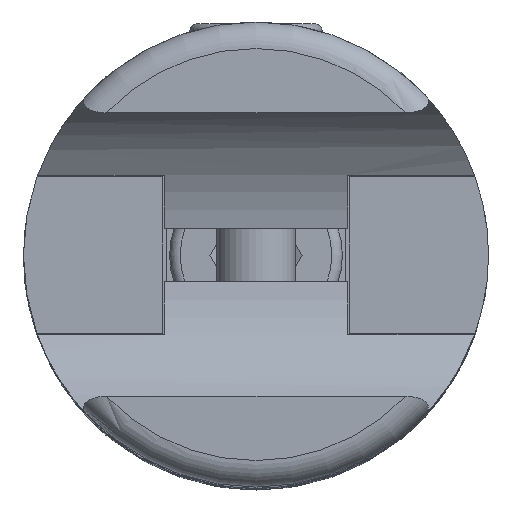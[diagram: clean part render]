
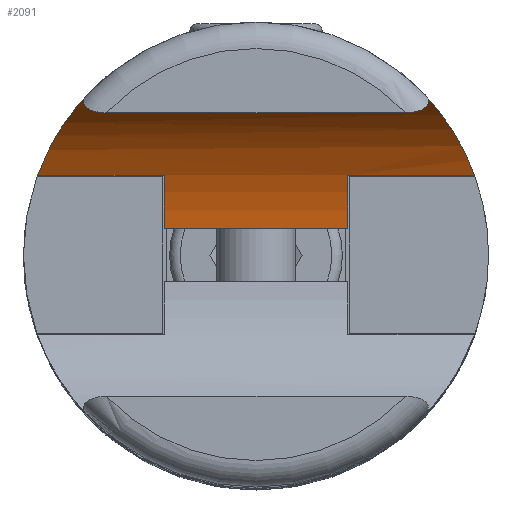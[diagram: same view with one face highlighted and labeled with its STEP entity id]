
A CAD part, top view. The second image highlights one B-rep face of the part: STEP entity #2091.
In plain terms, the highlighted cylindrical face has radius 13.4 mm (diameter 26.8 mm), a partial arc.
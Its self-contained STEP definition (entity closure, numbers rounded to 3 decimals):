
#67=B_SPLINE_CURVE_WITH_KNOTS('',3,(#3813,#3814,#3815,#3816,#3817,#3818,
#3819,#3820,#3821,#3822,#3823,#3824,#3825,#3826),.UNSPECIFIED.,.F.,.F.,
(4,2,2,2,2,2,4),(1.991,2.081,2.154,2.216,
2.279,2.357,2.384),.UNSPECIFIED.);
#68=B_SPLINE_CURVE_WITH_KNOTS('',3,(#3830,#3831,#3832,#3833,#3834,#3835,
#3836,#3837,#3838,#3839,#3840,#3841,#3842,#3843),.UNSPECIFIED.,.F.,.F.,
(4,2,2,2,2,2,4),(1.369,1.402,1.476,1.533,
1.587,1.647,1.722),.UNSPECIFIED.);
#69=B_SPLINE_CURVE_WITH_KNOTS('',3,(#3849,#3850,#3851,#3852,#3853,#3854,
#3855,#3856,#3857,#3858,#3859,#3860,#3861,#3862,#3863,#3864,#3865),
 .UNSPECIFIED.,.F.,.F.,(4,2,2,2,3,2,2,4),(-1.532,-1.085,
-0.543,-0.271,0.,0.271,0.543,
0.641),.UNSPECIFIED.);
#70=B_SPLINE_CURVE_WITH_KNOTS('',3,(#3876,#3877,#3878,#3879,#3880,#3881,
#3882,#3883,#3884,#3885,#3886,#3887,#3888,#3889,#3890,#3891,#3892),
 .UNSPECIFIED.,.F.,.F.,(4,2,2,3,2,2,2,4),(-0.641,-0.543,
-0.271,0.,0.271,0.543,1.085,
1.532),.UNSPECIFIED.);
#358=LINE('',#3846,#506);
#359=LINE('',#3867,#507);
#360=LINE('',#3871,#508);
#361=LINE('',#3875,#509);
#506=VECTOR('',#2994,10.);
#507=VECTOR('',#2997,10.);
#508=VECTOR('',#3000,10.);
#509=VECTOR('',#3003,10.);
#556=CYLINDRICAL_SURFACE('',#2464,13.4);
#657=FACE_OUTER_BOUND('',#790,.T.);
#790=EDGE_LOOP('',(#1852,#1853,#1854,#1855,#1856,#1857,#1858,#1859,#1860,
#1861));
#892=CIRCLE('',#2465,13.4);
#893=CIRCLE('',#2466,13.4);
#1065=VERTEX_POINT('',#3811);
#1066=VERTEX_POINT('',#3812);
#1067=VERTEX_POINT('',#3827);
#1068=VERTEX_POINT('',#3829);
#1069=VERTEX_POINT('',#3848);
#1070=VERTEX_POINT('',#3866);
#1071=VERTEX_POINT('',#3868);
#1072=VERTEX_POINT('',#3870);
#1073=VERTEX_POINT('',#3872);
#1074=VERTEX_POINT('',#3874);
#1338=EDGE_CURVE('',#1065,#1066,#67,.T.);
#1340=EDGE_CURVE('',#1067,#1068,#68,.T.);
#1342=EDGE_CURVE('',#1066,#1067,#358,.T.);
#1343=EDGE_CURVE('',#1069,#1065,#69,.T.);
#1344=EDGE_CURVE('',#1070,#1069,#359,.T.);
#1345=EDGE_CURVE('',#1071,#1070,#892,.T.);
#1346=EDGE_CURVE('',#1072,#1071,#360,.T.);
#1347=EDGE_CURVE('',#1073,#1072,#893,.T.);
#1348=EDGE_CURVE('',#1074,#1073,#361,.T.);
#1349=EDGE_CURVE('',#1068,#1074,#70,.T.);
#1852=ORIENTED_EDGE('',*,*,#1340,.F.);
#1853=ORIENTED_EDGE('',*,*,#1342,.F.);
#1854=ORIENTED_EDGE('',*,*,#1338,.F.);
#1855=ORIENTED_EDGE('',*,*,#1343,.F.);
#1856=ORIENTED_EDGE('',*,*,#1344,.F.);
#1857=ORIENTED_EDGE('',*,*,#1345,.F.);
#1858=ORIENTED_EDGE('',*,*,#1346,.F.);
#1859=ORIENTED_EDGE('',*,*,#1347,.F.);
#1860=ORIENTED_EDGE('',*,*,#1348,.F.);
#1861=ORIENTED_EDGE('',*,*,#1349,.F.);
#2091=ADVANCED_FACE('',(#657),#556,.F.);
#2464=AXIS2_PLACEMENT_3D('',#3847,#2995,#2996);
#2465=AXIS2_PLACEMENT_3D('',#3869,#2998,#2999);
#2466=AXIS2_PLACEMENT_3D('',#3873,#3001,#3002);
#2994=DIRECTION('',(0.,1.,0.));
#2995=DIRECTION('center_axis',(0.,1.,0.));
#2996=DIRECTION('ref_axis',(-0.926,0.,-0.376));
#2997=DIRECTION('',(0.,-1.,0.));
#2998=DIRECTION('center_axis',(0.,1.,0.));
#2999=DIRECTION('ref_axis',(1.,0.,0.));
#3000=DIRECTION('',(0.,-1.,0.));
#3001=DIRECTION('center_axis',(0.,-1.,0.));
#3002=DIRECTION('ref_axis',(1.,0.,0.));
#3003=DIRECTION('',(0.,-1.,0.));
#3811=CARTESIAN_POINT('',(-11.931,-12.802,32.5));
#3812=CARTESIAN_POINT('',(-10.675,-11.238,34.5));
#3813=CARTESIAN_POINT('Ctrl Pts',(-11.931,-12.802,32.5));
#3814=CARTESIAN_POINT('Ctrl Pts',(-11.806,-12.919,32.745));
#3815=CARTESIAN_POINT('Ctrl Pts',(-11.673,-12.978,32.986));
#3816=CARTESIAN_POINT('Ctrl Pts',(-11.432,-12.985,33.393));
#3817=CARTESIAN_POINT('Ctrl Pts',(-11.321,-12.951,33.572));
#3818=CARTESIAN_POINT('Ctrl Pts',(-11.121,-12.806,33.878));
#3819=CARTESIAN_POINT('Ctrl Pts',(-11.034,-12.709,34.004));
#3820=CARTESIAN_POINT('Ctrl Pts',(-10.884,-12.454,34.218));
#3821=CARTESIAN_POINT('Ctrl Pts',(-10.823,-12.303,34.301));
#3822=CARTESIAN_POINT('Ctrl Pts',(-10.722,-11.928,34.437));
#3823=CARTESIAN_POINT('Ctrl Pts',(-10.692,-11.702,34.477));
#3824=CARTESIAN_POINT('Ctrl Pts',(-10.677,-11.396,34.498));
#3825=CARTESIAN_POINT('Ctrl Pts',(-10.675,-11.317,34.5));
#3826=CARTESIAN_POINT('Ctrl Pts',(-10.675,-11.238,34.5));
#3827=CARTESIAN_POINT('',(-10.675,11.238,34.5));
#3829=CARTESIAN_POINT('',(-11.931,12.802,32.5));
#3830=CARTESIAN_POINT('Ctrl Pts',(-10.675,11.238,34.5));
#3831=CARTESIAN_POINT('Ctrl Pts',(-10.675,11.346,34.5));
#3832=CARTESIAN_POINT('Ctrl Pts',(-10.678,11.453,34.495));
#3833=CARTESIAN_POINT('Ctrl Pts',(-10.703,11.8,34.462));
#3834=CARTESIAN_POINT('Ctrl Pts',(-10.743,12.036,34.411));
#3835=CARTESIAN_POINT('Ctrl Pts',(-10.865,12.412,34.243));
#3836=CARTESIAN_POINT('Ctrl Pts',(-10.934,12.555,34.147));
#3837=CARTESIAN_POINT('Ctrl Pts',(-11.096,12.781,33.914));
#3838=CARTESIAN_POINT('Ctrl Pts',(-11.183,12.861,33.784));
#3839=CARTESIAN_POINT('Ctrl Pts',(-11.378,12.971,33.48));
#3840=CARTESIAN_POINT('Ctrl Pts',(-11.484,12.991,33.309));
#3841=CARTESIAN_POINT('Ctrl Pts',(-11.71,12.963,32.92));
#3842=CARTESIAN_POINT('Ctrl Pts',(-11.826,12.9,32.705));
#3843=CARTESIAN_POINT('Ctrl Pts',(-11.931,12.802,32.5));
#3846=CARTESIAN_POINT('',(-10.675,0.,34.5));
#3847=CARTESIAN_POINT('Origin',(0.,0.,26.4));
#3848=CARTESIAN_POINT('',(-6.,-16.439,14.418));
#3849=CARTESIAN_POINT('Ctrl Pts',(-6.,-16.439,14.418));
#3850=CARTESIAN_POINT('Ctrl Pts',(-7.334,-15.952,15.086));
#3851=CARTESIAN_POINT('Ctrl Pts',(-8.517,-15.33,15.967));
#3852=CARTESIAN_POINT('Ctrl Pts',(-10.639,-13.963,18.089));
#3853=CARTESIAN_POINT('Ctrl Pts',(-11.646,-13.098,19.542));
#3854=CARTESIAN_POINT('Ctrl Pts',(-12.679,-12.071,21.976));
#3855=CARTESIAN_POINT('Ctrl Pts',(-12.947,-11.777,22.831));
#3856=CARTESIAN_POINT('Ctrl Pts',(-13.308,-11.368,24.591));
#3857=CARTESIAN_POINT('Ctrl Pts',(-13.4,-11.256,25.496));
#3858=CARTESIAN_POINT('Ctrl Pts',(-13.4,-11.256,26.4));
#3859=CARTESIAN_POINT('Ctrl Pts',(-13.4,-11.256,27.304));
#3860=CARTESIAN_POINT('Ctrl Pts',(-13.308,-11.368,28.209));
#3861=CARTESIAN_POINT('Ctrl Pts',(-12.947,-11.777,29.969));
#3862=CARTESIAN_POINT('Ctrl Pts',(-12.679,-12.071,30.824));
#3863=CARTESIAN_POINT('Ctrl Pts',(-12.21,-12.538,31.929));
#3864=CARTESIAN_POINT('Ctrl Pts',(-12.075,-12.668,32.218));
#3865=CARTESIAN_POINT('Ctrl Pts',(-11.931,-12.802,32.5));
#3866=CARTESIAN_POINT('',(-6.,-6.9,14.418));
#3867=CARTESIAN_POINT('',(-6.,0.,14.418));
#3868=CARTESIAN_POINT('',(-2.,-6.9,13.15));
#3869=CARTESIAN_POINT('Origin',(0.,-6.9,26.4));
#3870=CARTESIAN_POINT('',(-2.,6.9,13.15));
#3871=CARTESIAN_POINT('',(-2.,0.,13.15));
#3872=CARTESIAN_POINT('',(-6.,6.9,14.418));
#3873=CARTESIAN_POINT('Origin',(0.,6.9,26.4));
#3874=CARTESIAN_POINT('',(-6.,16.439,14.418));
#3875=CARTESIAN_POINT('',(-6.,0.,14.418));
#3876=CARTESIAN_POINT('Ctrl Pts',(-11.931,12.802,32.5));
#3877=CARTESIAN_POINT('Ctrl Pts',(-12.075,12.668,32.218));
#3878=CARTESIAN_POINT('Ctrl Pts',(-12.21,12.538,31.929));
#3879=CARTESIAN_POINT('Ctrl Pts',(-12.679,12.071,30.824));
#3880=CARTESIAN_POINT('Ctrl Pts',(-12.947,11.777,29.969));
#3881=CARTESIAN_POINT('Ctrl Pts',(-13.308,11.368,28.209));
#3882=CARTESIAN_POINT('Ctrl Pts',(-13.4,11.256,27.304));
#3883=CARTESIAN_POINT('Ctrl Pts',(-13.4,11.256,26.4));
#3884=CARTESIAN_POINT('Ctrl Pts',(-13.4,11.256,25.496));
#3885=CARTESIAN_POINT('Ctrl Pts',(-13.308,11.368,24.591));
#3886=CARTESIAN_POINT('Ctrl Pts',(-12.947,11.777,22.831));
#3887=CARTESIAN_POINT('Ctrl Pts',(-12.679,12.071,21.976));
#3888=CARTESIAN_POINT('Ctrl Pts',(-11.646,13.098,19.542));
#3889=CARTESIAN_POINT('Ctrl Pts',(-10.639,13.963,18.089));
#3890=CARTESIAN_POINT('Ctrl Pts',(-8.517,15.33,15.967));
#3891=CARTESIAN_POINT('Ctrl Pts',(-7.334,15.952,15.086));
#3892=CARTESIAN_POINT('Ctrl Pts',(-6.,16.439,14.418));
